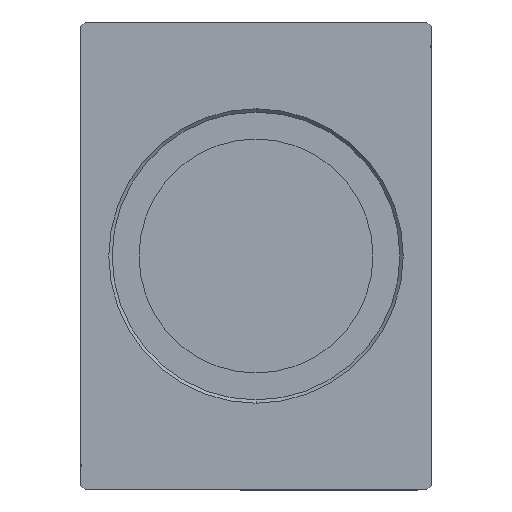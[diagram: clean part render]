
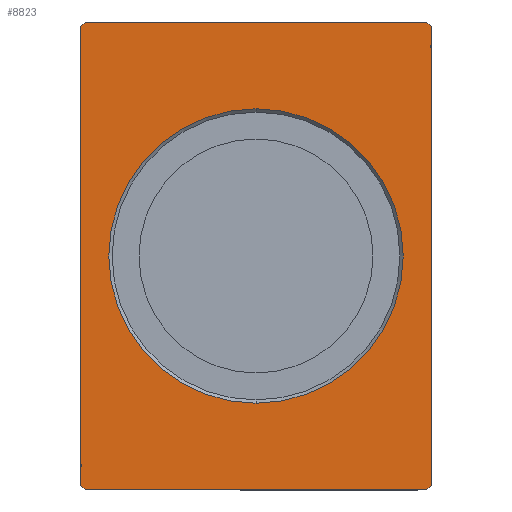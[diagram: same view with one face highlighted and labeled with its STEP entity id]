
A CAD part, left-side view. The second image highlights one B-rep face of the part: STEP entity #8823.
In plain terms, the highlighted planar face has unit normal (-1, 0, 0).
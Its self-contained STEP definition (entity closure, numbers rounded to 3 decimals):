
#525 = VERTEX_POINT ( 'NONE', #37498 ) ;
#754 = EDGE_CURVE ( 'NONE', #11623, #27393, #30048, .T. ) ;
#1593 = VERTEX_POINT ( 'NONE', #21993 ) ;
#1849 = VERTEX_POINT ( 'NONE', #7693 ) ;
#2329 = CARTESIAN_POINT ( 'NONE',  ( 0., -37.5, -49. ) ) ;
#3335 = LINE ( 'NONE', #22141, #27270 ) ;
#3426 = VECTOR ( 'NONE', #25475, 1000. ) ;
#3584 = FACE_BOUND ( 'NONE', #24180, .T. ) ;
#3639 = CARTESIAN_POINT ( 'NONE',  ( 0., -37.5, 49. ) ) ;
#4891 = DIRECTION ( 'NONE',  ( 0., -0.707, -0.707 ) ) ;
#5851 = ORIENTED_EDGE ( 'NONE', *, *, #18199, .F. ) ;
#5990 = CARTESIAN_POINT ( 'NONE',  ( 0., -37.5, -49. ) ) ;
#6681 = DIRECTION ( 'NONE',  ( 0., 1., 0. ) ) ;
#7073 = LINE ( 'NONE', #23377, #39212 ) ;
#7148 = EDGE_CURVE ( 'NONE', #27393, #31968, #39170, .T. ) ;
#7563 = EDGE_LOOP ( 'NONE', ( #17178, #39253, #10086, #31299, #28205, #5851, #40714, #8883 ) ) ;
#7693 = CARTESIAN_POINT ( 'NONE',  ( 0., 37.5, 49. ) ) ;
#8194 = CARTESIAN_POINT ( 'NONE',  ( 0., -36.5, 50. ) ) ;
#8243 = CARTESIAN_POINT ( 'NONE',  ( 0., 0., -31.45 ) ) ;
#8456 = VERTEX_POINT ( 'NONE', #8243 ) ;
#8823 = ADVANCED_FACE ( 'NONE', ( #3584, #25495 ), #15571, .F. ) ;
#8883 = ORIENTED_EDGE ( 'NONE', *, *, #754, .F. ) ;
#9020 = LINE ( 'NONE', #33795, #37098 ) ;
#9538 = DIRECTION ( 'NONE',  ( 1., 0., 0. ) ) ;
#10086 = ORIENTED_EDGE ( 'NONE', *, *, #12073, .F. ) ;
#10652 = AXIS2_PLACEMENT_3D ( 'NONE', #12840, #9538, #37606 ) ;
#10846 = DIRECTION ( 'NONE',  ( 0., -1., 0. ) ) ;
#11623 = VERTEX_POINT ( 'NONE', #16850 ) ;
#12041 = VERTEX_POINT ( 'NONE', #2329 ) ;
#12073 = EDGE_CURVE ( 'NONE', #34543, #525, #12865, .T. ) ;
#12840 = CARTESIAN_POINT ( 'NONE',  ( 0., 0., 0. ) ) ;
#12865 = LINE ( 'NONE', #19859, #3426 ) ;
#13083 = DIRECTION ( 'NONE',  ( 0., -0.707, 0.707 ) ) ;
#15066 = CARTESIAN_POINT ( 'NONE',  ( 0., 36.5, -50. ) ) ;
#15126 = EDGE_CURVE ( 'NONE', #525, #1849, #9020, .T. ) ;
#15571 = PLANE ( 'NONE',  #35645 ) ;
#15986 = DIRECTION ( 'NONE',  ( 1., 0., 0. ) ) ;
#16380 = LINE ( 'NONE', #19293, #26698 ) ;
#16503 = EDGE_CURVE ( 'NONE', #12041, #1593, #34897, .T. ) ;
#16850 = CARTESIAN_POINT ( 'NONE',  ( 0., 36.5, 50. ) ) ;
#17178 = ORIENTED_EDGE ( 'NONE', *, *, #21539, .F. ) ;
#18199 = EDGE_CURVE ( 'NONE', #31968, #12041, #3335, .T. ) ;
#18578 = VECTOR ( 'NONE', #37170, 1000. ) ;
#19250 = DIRECTION ( 'NONE',  ( 0., 0., -1. ) ) ;
#19293 = CARTESIAN_POINT ( 'NONE',  ( 0., 37.5, 49. ) ) ;
#19663 = ORIENTED_EDGE ( 'NONE', *, *, #31140, .T. ) ;
#19816 = CARTESIAN_POINT ( 'NONE',  ( 0., 0., 0. ) ) ;
#19859 = CARTESIAN_POINT ( 'NONE',  ( 0., 36.5, -50. ) ) ;
#20024 = DIRECTION ( 'NONE',  ( 1., 0., 0. ) ) ;
#20404 = VERTEX_POINT ( 'NONE', #25043 ) ;
#21512 = EDGE_CURVE ( 'NONE', #1593, #34543, #7073, .T. ) ;
#21539 = EDGE_CURVE ( 'NONE', #1849, #11623, #16380, .T. ) ;
#21623 = DIRECTION ( 'NONE',  ( 0., 0., 1. ) ) ;
#21993 = CARTESIAN_POINT ( 'NONE',  ( 0., -36.5, -50. ) ) ;
#22141 = CARTESIAN_POINT ( 'NONE',  ( 0., -37.5, 49. ) ) ;
#22586 = DIRECTION ( 'NONE',  ( 0., 0., -1. ) ) ;
#23377 = CARTESIAN_POINT ( 'NONE',  ( 0., -36.5, -50. ) ) ;
#23647 = VECTOR ( 'NONE', #10846, 1000. ) ;
#24180 = EDGE_LOOP ( 'NONE', ( #27170, #19663 ) ) ;
#25043 = CARTESIAN_POINT ( 'NONE',  ( 0., 0., 31.45 ) ) ;
#25475 = DIRECTION ( 'NONE',  ( 0., 0.707, 0.707 ) ) ;
#25495 = FACE_OUTER_BOUND ( 'NONE', #7563, .T. ) ;
#26698 = VECTOR ( 'NONE', #13083, 1000. ) ;
#27170 = ORIENTED_EDGE ( 'NONE', *, *, #40821, .T. ) ;
#27270 = VECTOR ( 'NONE', #19250, 1000. ) ;
#27393 = VERTEX_POINT ( 'NONE', #28217 ) ;
#28205 = ORIENTED_EDGE ( 'NONE', *, *, #16503, .F. ) ;
#28217 = CARTESIAN_POINT ( 'NONE',  ( 0., -36.5, 50. ) ) ;
#29049 = VECTOR ( 'NONE', #4891, 1000. ) ;
#30048 = LINE ( 'NONE', #36019, #23647 ) ;
#31140 = EDGE_CURVE ( 'NONE', #8456, #20404, #39011, .T. ) ;
#31299 = ORIENTED_EDGE ( 'NONE', *, *, #21512, .F. ) ;
#31673 = CARTESIAN_POINT ( 'NONE',  ( 0., 0., 0. ) ) ;
#31968 = VERTEX_POINT ( 'NONE', #3639 ) ;
#33795 = CARTESIAN_POINT ( 'NONE',  ( 0., 37.5, -49. ) ) ;
#34543 = VERTEX_POINT ( 'NONE', #15066 ) ;
#34897 = LINE ( 'NONE', #5990, #18578 ) ;
#35478 = CIRCLE ( 'NONE', #36806, 31.45 ) ;
#35645 = AXIS2_PLACEMENT_3D ( 'NONE', #31673, #15986, #22586 ) ;
#36019 = CARTESIAN_POINT ( 'NONE',  ( 0., 36.5, 50. ) ) ;
#36806 = AXIS2_PLACEMENT_3D ( 'NONE', #19816, #20024, #39005 ) ;
#37098 = VECTOR ( 'NONE', #21623, 1000. ) ;
#37170 = DIRECTION ( 'NONE',  ( 0., 0.707, -0.707 ) ) ;
#37498 = CARTESIAN_POINT ( 'NONE',  ( 0., 37.5, -49. ) ) ;
#37606 = DIRECTION ( 'NONE',  ( 0., 0., -1. ) ) ;
#39005 = DIRECTION ( 'NONE',  ( 0., 0., -1. ) ) ;
#39011 = CIRCLE ( 'NONE', #10652, 31.45 ) ;
#39170 = LINE ( 'NONE', #8194, #29049 ) ;
#39212 = VECTOR ( 'NONE', #6681, 1000. ) ;
#39253 = ORIENTED_EDGE ( 'NONE', *, *, #15126, .F. ) ;
#40714 = ORIENTED_EDGE ( 'NONE', *, *, #7148, .F. ) ;
#40821 = EDGE_CURVE ( 'NONE', #20404, #8456, #35478, .T. ) ;
